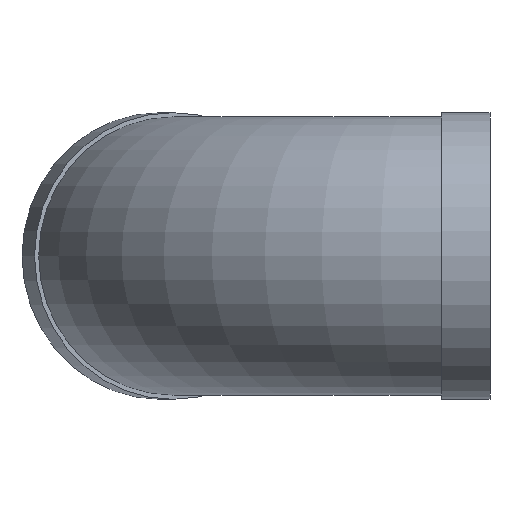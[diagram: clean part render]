
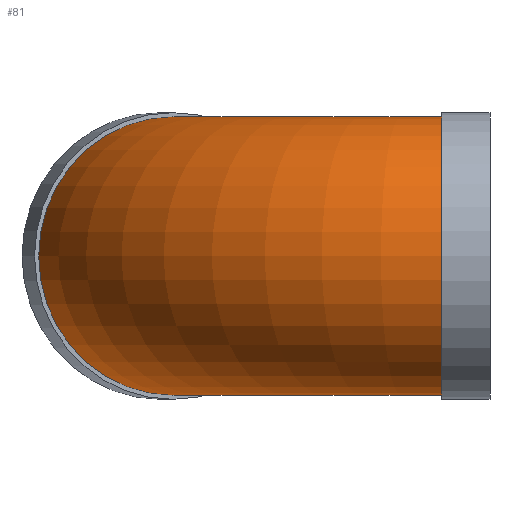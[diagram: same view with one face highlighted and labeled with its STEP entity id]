
A CAD part, left-side view. The second image highlights one B-rep face of the part: STEP entity #81.
In plain terms, the highlighted toroidal (fillet/blend) face has major radius 315 mm and minor radius 157.5 mm.
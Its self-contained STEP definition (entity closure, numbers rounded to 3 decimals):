
#81 = ADVANCED_FACE( '', ( #158, #159 ), #160, .T. );
#158 = FACE_OUTER_BOUND( '', #220, .T. );
#159 = FACE_OUTER_BOUND( '', #221, .T. );
#160 = TOROIDAL_SURFACE( '', #222, 315., 157.5 );
#220 = EDGE_LOOP( '', ( #292 ) );
#221 = EDGE_LOOP( '', ( #293 ) );
#222 = AXIS2_PLACEMENT_3D( '', #294, #295, #296 );
#292 = ORIENTED_EDGE( '', *, *, #318, .T. );
#293 = ORIENTED_EDGE( '', *, *, #314, .F. );
#294 = CARTESIAN_POINT( '', ( 315., 54.9, 0. ) );
#295 = DIRECTION( '', ( 0., 0., -1. ) );
#296 = DIRECTION( '', ( -1., 0., 0. ) );
#314 = EDGE_CURVE( '', #347, #347, #348, .T. );
#318 = EDGE_CURVE( '', #353, #353, #354, .T. );
#347 = VERTEX_POINT( '', #383 );
#348 = CIRCLE( '', #384, 157.5 );
#353 = VERTEX_POINT( '', #389 );
#354 = CIRCLE( '', #390, 157.5 );
#383 = CARTESIAN_POINT( '', ( 274.236, 207.033, 0. ) );
#384 = AXIS2_PLACEMENT_3D( '', #421, #422, #423 );
#389 = CARTESIAN_POINT( '', ( 157.5, 54.9, 0. ) );
#390 = AXIS2_PLACEMENT_3D( '', #427, #428, #429 );
#421 = CARTESIAN_POINT( '', ( 233.472, 359.167, 0. ) );
#422 = DIRECTION( '', ( 0.966, 0.259, 0. ) );
#423 = DIRECTION( '', ( 0.259, -0.966, 0. ) );
#427 = CARTESIAN_POINT( '', ( 0., 54.9, 0. ) );
#428 = DIRECTION( '', ( 0., 1., 0. ) );
#429 = DIRECTION( '', ( 1., 0., 0. ) );
